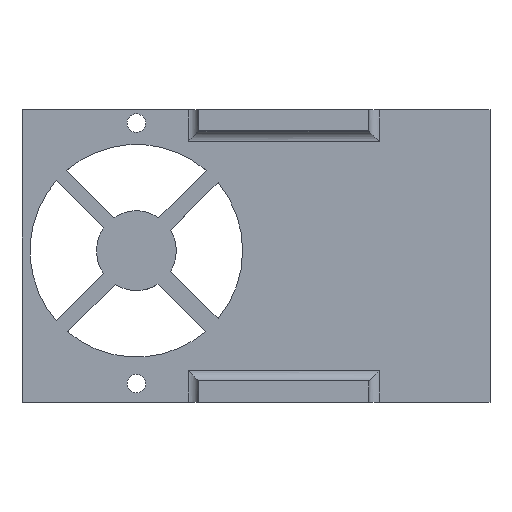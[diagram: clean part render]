
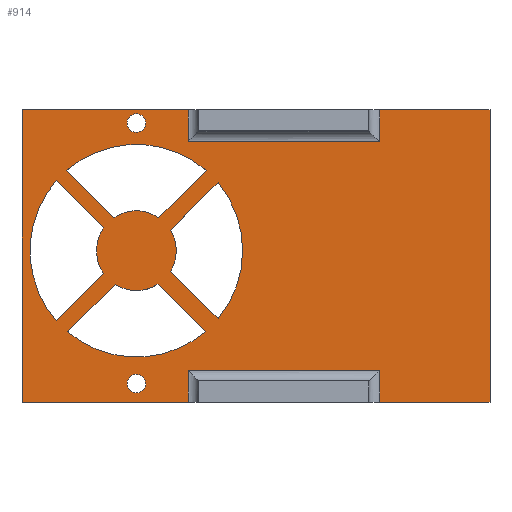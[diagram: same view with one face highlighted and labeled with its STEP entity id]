
A CAD part, top view. The second image highlights one B-rep face of the part: STEP entity #914.
In plain terms, the highlighted planar face has unit normal (0, 0, 1).
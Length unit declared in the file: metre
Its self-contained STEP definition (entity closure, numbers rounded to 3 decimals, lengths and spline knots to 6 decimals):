
#49=LINE('',#1318,#149);
#53=LINE('',#1330,#153);
#56=LINE('',#1336,#156);
#62=LINE('',#1348,#162);
#66=LINE('',#1360,#166);
#67=LINE('',#1362,#167);
#70=LINE('',#1376,#170);
#73=LINE('',#1384,#173);
#76=LINE('',#1392,#176);
#79=LINE('',#1400,#179);
#82=LINE('',#1408,#182);
#85=LINE('',#1416,#185);
#86=LINE('',#1418,#186);
#90=LINE('',#1428,#190);
#120=LINE('',#1489,#220);
#121=LINE('',#1491,#221);
#122=LINE('',#1493,#222);
#123=LINE('',#1495,#223);
#124=LINE('',#1496,#224);
#125=LINE('',#1498,#225);
#149=VECTOR('',#1054,1.);
#153=VECTOR('',#1062,1.);
#156=VECTOR('',#1067,1.);
#162=VECTOR('',#1075,1.);
#166=VECTOR('',#1083,1.);
#167=VECTOR('',#1086,1.);
#170=VECTOR('',#1103,1.);
#173=VECTOR('',#1112,1.);
#176=VECTOR('',#1121,1.);
#179=VECTOR('',#1130,1.);
#182=VECTOR('',#1139,1.);
#185=VECTOR('',#1148,1.);
#186=VECTOR('',#1151,1.);
#190=VECTOR('',#1161,1.);
#220=VECTOR('',#1223,1.);
#221=VECTOR('',#1224,1.);
#222=VECTOR('',#1225,1.);
#223=VECTOR('',#1226,1.);
#224=VECTOR('',#1227,1.);
#225=VECTOR('',#1228,1.);
#414=ORIENTED_EDGE('',*,*,#571,.T.);
#415=ORIENTED_EDGE('',*,*,#564,.T.);
#416=ORIENTED_EDGE('',*,*,#567,.T.);
#417=ORIENTED_EDGE('',*,*,#569,.T.);
#418=ORIENTED_EDGE('',*,*,#563,.T.);
#419=ORIENTED_EDGE('',*,*,#556,.T.);
#420=ORIENTED_EDGE('',*,*,#559,.T.);
#421=ORIENTED_EDGE('',*,*,#561,.T.);
#422=ORIENTED_EDGE('',*,*,#555,.T.);
#423=ORIENTED_EDGE('',*,*,#548,.T.);
#424=ORIENTED_EDGE('',*,*,#551,.T.);
#425=ORIENTED_EDGE('',*,*,#553,.T.);
#426=ORIENTED_EDGE('',*,*,#547,.T.);
#427=ORIENTED_EDGE('',*,*,#540,.T.);
#428=ORIENTED_EDGE('',*,*,#543,.T.);
#429=ORIENTED_EDGE('',*,*,#545,.T.);
#430=ORIENTED_EDGE('',*,*,#538,.T.);
#431=ORIENTED_EDGE('',*,*,#539,.T.);
#432=ORIENTED_EDGE('',*,*,#600,.F.);
#433=ORIENTED_EDGE('',*,*,#515,.T.);
#434=ORIENTED_EDGE('',*,*,#524,.T.);
#435=ORIENTED_EDGE('',*,*,#536,.T.);
#436=ORIENTED_EDGE('',*,*,#601,.F.);
#437=ORIENTED_EDGE('',*,*,#602,.F.);
#438=ORIENTED_EDGE('',*,*,#603,.F.);
#439=ORIENTED_EDGE('',*,*,#530,.T.);
#440=ORIENTED_EDGE('',*,*,#537,.T.);
#441=ORIENTED_EDGE('',*,*,#521,.T.);
#442=ORIENTED_EDGE('',*,*,#604,.F.);
#443=ORIENTED_EDGE('',*,*,#605,.F.);
#515=EDGE_CURVE('',#643,#642,#49,.T.);
#521=EDGE_CURVE('',#649,#648,#53,.T.);
#524=EDGE_CURVE('',#642,#650,#56,.T.);
#530=EDGE_CURVE('',#656,#655,#62,.T.);
#536=EDGE_CURVE('',#650,#661,#66,.T.);
#537=EDGE_CURVE('',#655,#649,#67,.T.);
#538=EDGE_CURVE('',#662,#662,#714,.T.);
#539=EDGE_CURVE('',#663,#663,#715,.T.);
#540=EDGE_CURVE('',#664,#665,#716,.T.);
#543=EDGE_CURVE('',#665,#666,#70,.T.);
#545=EDGE_CURVE('',#666,#667,#717,.T.);
#547=EDGE_CURVE('',#667,#664,#73,.T.);
#548=EDGE_CURVE('',#668,#669,#718,.T.);
#551=EDGE_CURVE('',#669,#670,#76,.T.);
#553=EDGE_CURVE('',#670,#671,#719,.T.);
#555=EDGE_CURVE('',#671,#668,#79,.T.);
#556=EDGE_CURVE('',#672,#673,#720,.T.);
#559=EDGE_CURVE('',#673,#674,#82,.T.);
#561=EDGE_CURVE('',#674,#675,#721,.T.);
#563=EDGE_CURVE('',#675,#672,#85,.T.);
#564=EDGE_CURVE('',#676,#677,#86,.T.);
#567=EDGE_CURVE('',#677,#678,#722,.T.);
#569=EDGE_CURVE('',#678,#679,#90,.T.);
#571=EDGE_CURVE('',#679,#676,#723,.T.);
#600=EDGE_CURVE('',#643,#694,#120,.T.);
#601=EDGE_CURVE('',#695,#661,#121,.T.);
#602=EDGE_CURVE('',#696,#695,#122,.T.);
#603=EDGE_CURVE('',#656,#696,#123,.T.);
#604=EDGE_CURVE('',#697,#648,#124,.T.);
#605=EDGE_CURVE('',#694,#697,#125,.T.);
#642=VERTEX_POINT('',#1317);
#643=VERTEX_POINT('',#1319);
#648=VERTEX_POINT('',#1329);
#649=VERTEX_POINT('',#1331);
#650=VERTEX_POINT('',#1335);
#655=VERTEX_POINT('',#1347);
#656=VERTEX_POINT('',#1349);
#661=VERTEX_POINT('',#1359);
#662=VERTEX_POINT('',#1365);
#663=VERTEX_POINT('',#1368);
#664=VERTEX_POINT('',#1371);
#665=VERTEX_POINT('',#1372);
#666=VERTEX_POINT('',#1377);
#667=VERTEX_POINT('',#1381);
#668=VERTEX_POINT('',#1387);
#669=VERTEX_POINT('',#1388);
#670=VERTEX_POINT('',#1393);
#671=VERTEX_POINT('',#1397);
#672=VERTEX_POINT('',#1403);
#673=VERTEX_POINT('',#1404);
#674=VERTEX_POINT('',#1409);
#675=VERTEX_POINT('',#1413);
#676=VERTEX_POINT('',#1419);
#677=VERTEX_POINT('',#1420);
#678=VERTEX_POINT('',#1425);
#679=VERTEX_POINT('',#1429);
#694=VERTEX_POINT('',#1490);
#695=VERTEX_POINT('',#1492);
#696=VERTEX_POINT('',#1494);
#697=VERTEX_POINT('',#1497);
#714=CIRCLE('',#957,0.00175);
#715=CIRCLE('',#959,0.00175);
#716=CIRCLE('',#961,0.0075);
#717=CIRCLE('',#964,0.02);
#718=CIRCLE('',#967,0.0075);
#719=CIRCLE('',#970,0.02);
#720=CIRCLE('',#973,0.0075);
#721=CIRCLE('',#976,0.02);
#722=CIRCLE('',#980,0.0075);
#723=CIRCLE('',#983,0.02);
#770=EDGE_LOOP('',(#414,#415,#416,#417));
#771=EDGE_LOOP('',(#418,#419,#420,#421));
#772=EDGE_LOOP('',(#422,#423,#424,#425));
#773=EDGE_LOOP('',(#426,#427,#428,#429));
#774=EDGE_LOOP('',(#430));
#775=EDGE_LOOP('',(#431));
#776=EDGE_LOOP('',(#432,#433,#434,#435,#436,#437,#438,#439,#440,#441,#442,
#443));
#832=FACE_BOUND('',#770,.T.);
#833=FACE_BOUND('',#771,.T.);
#834=FACE_BOUND('',#772,.T.);
#835=FACE_BOUND('',#773,.T.);
#836=FACE_BOUND('',#774,.T.);
#837=FACE_BOUND('',#775,.T.);
#838=FACE_BOUND('',#776,.T.);
#874=PLANE('',#997);
#914=ADVANCED_FACE('',(#832,#833,#834,#835,#836,#837,#838),#874,.T.);
#957=AXIS2_PLACEMENT_3D('',#1364,#1089,#1090);
#959=AXIS2_PLACEMENT_3D('',#1367,#1093,#1094);
#961=AXIS2_PLACEMENT_3D('',#1370,#1097,#1098);
#964=AXIS2_PLACEMENT_3D('',#1380,#1107,#1108);
#967=AXIS2_PLACEMENT_3D('',#1386,#1115,#1116);
#970=AXIS2_PLACEMENT_3D('',#1396,#1125,#1126);
#973=AXIS2_PLACEMENT_3D('',#1402,#1133,#1134);
#976=AXIS2_PLACEMENT_3D('',#1412,#1143,#1144);
#980=AXIS2_PLACEMENT_3D('',#1424,#1156,#1157);
#983=AXIS2_PLACEMENT_3D('',#1432,#1165,#1166);
#997=AXIS2_PLACEMENT_3D('',#1488,#1221,#1222);
#1054=DIRECTION('',(1.,0.,0.));
#1062=DIRECTION('',(1.,0.,0.));
#1067=DIRECTION('',(0.,1.,0.));
#1075=DIRECTION('',(-1.,0.,0.));
#1083=DIRECTION('',(-1.,0.,0.));
#1086=DIRECTION('',(0.,-1.,0.));
#1089=DIRECTION('',(0.,0.,-1.));
#1090=DIRECTION('',(-1.,0.,0.));
#1093=DIRECTION('',(0.,0.,-1.));
#1094=DIRECTION('',(-1.,0.,0.));
#1097=DIRECTION('',(0.,0.,1.));
#1098=DIRECTION('',(1.,0.,0.));
#1103=DIRECTION('',(-0.707,0.707,0.));
#1107=DIRECTION('',(0.,0.,-1.));
#1108=DIRECTION('',(-1.,0.,0.));
#1112=DIRECTION('',(-0.707,-0.707,0.));
#1115=DIRECTION('',(0.,0.,1.));
#1116=DIRECTION('',(1.,0.,0.));
#1121=DIRECTION('',(-0.707,-0.707,0.));
#1125=DIRECTION('',(0.,0.,-1.));
#1126=DIRECTION('',(-1.,0.,0.));
#1130=DIRECTION('',(0.707,-0.707,0.));
#1133=DIRECTION('',(0.,0.,1.));
#1134=DIRECTION('',(-1.,0.,0.));
#1139=DIRECTION('',(0.707,0.707,0.));
#1143=DIRECTION('',(0.,0.,-1.));
#1144=DIRECTION('',(1.,0.,0.));
#1148=DIRECTION('',(-0.707,0.707,0.));
#1151=DIRECTION('',(0.707,0.707,0.));
#1156=DIRECTION('',(0.,0.,1.));
#1157=DIRECTION('',(1.,0.,0.));
#1161=DIRECTION('',(0.707,-0.707,0.));
#1165=DIRECTION('',(0.,0.,-1.));
#1166=DIRECTION('',(-1.,0.,0.));
#1221=DIRECTION('',(0.,0.,1.));
#1222=DIRECTION('',(-1.,0.,0.));
#1223=DIRECTION('',(0.,1.,0.));
#1224=DIRECTION('',(0.,1.,0.));
#1225=DIRECTION('',(1.,0.,0.));
#1226=DIRECTION('',(0.,-1.,0.));
#1227=DIRECTION('',(0.,-1.,0.));
#1228=DIRECTION('',(-1.,0.,0.));
#1317=CARTESIAN_POINT('',(0.0665,-0.0285,0.044));
#1318=CARTESIAN_POINT('',(0.0665,-0.0285,0.044));
#1319=CARTESIAN_POINT('',(0.045731,-0.0285,0.044));
#1329=CARTESIAN_POINT('',(0.009731,-0.0285,0.044));
#1330=CARTESIAN_POINT('',(0.0665,-0.0285,0.044));
#1331=CARTESIAN_POINT('',(-0.0215,-0.0285,0.044));
#1335=CARTESIAN_POINT('',(0.0665,0.0265,0.044));
#1336=CARTESIAN_POINT('',(0.0665,0.0265,0.044));
#1347=CARTESIAN_POINT('',(-0.0215,0.0265,0.044));
#1348=CARTESIAN_POINT('',(-0.0215,0.0265,0.044));
#1349=CARTESIAN_POINT('',(0.009731,0.0265,0.044));
#1359=CARTESIAN_POINT('',(0.045731,0.0265,0.044));
#1360=CARTESIAN_POINT('',(-0.0215,0.0265,0.044));
#1362=CARTESIAN_POINT('',(-0.0215,-0.0285,0.044));
#1364=CARTESIAN_POINT('',(0.,0.024,0.044));
#1365=CARTESIAN_POINT('',(-0.00175,0.024,0.044));
#1367=CARTESIAN_POINT('',(0.,-0.025,0.044));
#1368=CARTESIAN_POINT('',(-0.00175,-0.025,0.044));
#1370=CARTESIAN_POINT('',(0.,0.,0.044));
#1371=CARTESIAN_POINT('',(0.004251,0.006179,0.044));
#1372=CARTESIAN_POINT('',(-0.004251,0.006179,0.044));
#1376=CARTESIAN_POINT('',(0.004232,-0.002303,0.044));
#1377=CARTESIAN_POINT('',(-0.013145,0.015074,0.044));
#1380=CARTESIAN_POINT('',(0.,0.,0.044));
#1381=CARTESIAN_POINT('',(0.013145,0.015074,0.044));
#1384=CARTESIAN_POINT('',(0.011465,0.013394,0.044));
#1386=CARTESIAN_POINT('',(0.,0.,0.044));
#1387=CARTESIAN_POINT('',(-0.006158,0.004282,0.044));
#1388=CARTESIAN_POINT('',(-0.006158,-0.004282,0.044));
#1392=CARTESIAN_POINT('',(0.001827,0.003703,0.044));
#1393=CARTESIAN_POINT('',(-0.015049,-0.013173,0.044));
#1396=CARTESIAN_POINT('',(0.,0.,0.044));
#1397=CARTESIAN_POINT('',(-0.015049,0.013173,0.044));
#1400=CARTESIAN_POINT('',(-0.002119,0.000242,0.044));
#1402=CARTESIAN_POINT('',(0.,0.,0.044));
#1403=CARTESIAN_POINT('',(0.006426,-0.003868,0.044));
#1404=CARTESIAN_POINT('',(0.006426,0.003868,0.044));
#1408=CARTESIAN_POINT('',(0.009227,0.00667,0.044));
#1409=CARTESIAN_POINT('',(0.015363,0.012805,0.044));
#1412=CARTESIAN_POINT('',(0.,0.,0.044));
#1413=CARTESIAN_POINT('',(0.015363,-0.012805,0.044));
#1416=CARTESIAN_POINT('',(0.014196,-0.011638,0.044));
#1418=CARTESIAN_POINT('',(-0.000478,-0.002863,0.044));
#1419=CARTESIAN_POINT('',(-0.012899,-0.015284,0.044));
#1420=CARTESIAN_POINT('',(-0.003975,-0.00636,0.044));
#1424=CARTESIAN_POINT('',(0.,0.,0.044));
#1425=CARTESIAN_POINT('',(0.004089,-0.006287,0.044));
#1428=CARTESIAN_POINT('',(0.00737,-0.009568,0.044));
#1429=CARTESIAN_POINT('',(0.013001,-0.015198,0.044));
#1432=CARTESIAN_POINT('',(0.,0.,0.044));
#1488=CARTESIAN_POINT('',(0.0225,-0.001,0.044));
#1489=CARTESIAN_POINT('',(0.045731,-0.01275,0.044));
#1490=CARTESIAN_POINT('',(0.045731,-0.0225,0.044));
#1491=CARTESIAN_POINT('',(0.045731,-0.01275,0.044));
#1492=CARTESIAN_POINT('',(0.045731,0.0205,0.044));
#1493=CARTESIAN_POINT('',(0.017116,0.0205,0.044));
#1494=CARTESIAN_POINT('',(0.009731,0.0205,0.044));
#1495=CARTESIAN_POINT('',(0.009731,-0.01475,0.044));
#1496=CARTESIAN_POINT('',(0.009731,-0.01475,0.044));
#1497=CARTESIAN_POINT('',(0.009731,-0.0225,0.044));
#1498=CARTESIAN_POINT('',(0.017116,-0.0225,0.044));
